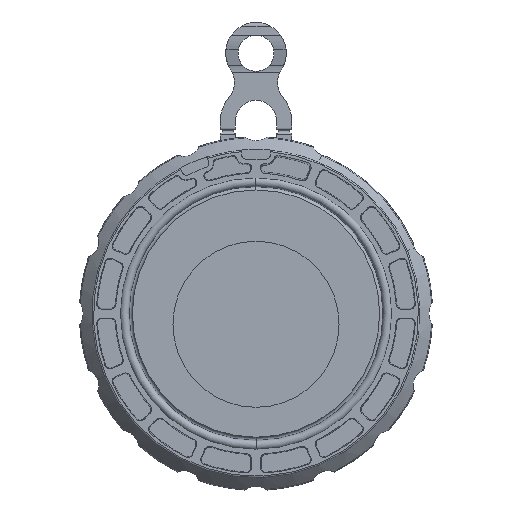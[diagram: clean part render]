
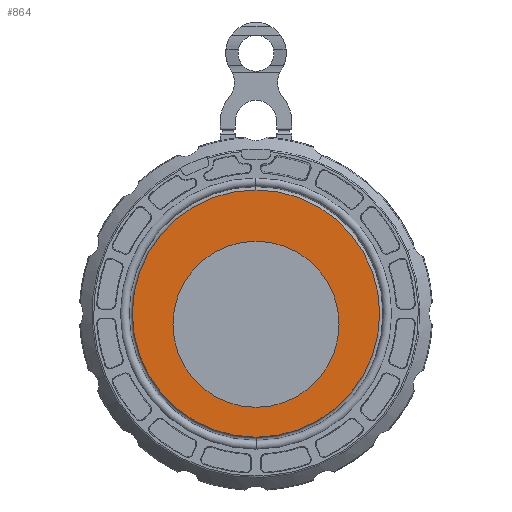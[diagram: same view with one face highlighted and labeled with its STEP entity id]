
A CAD part, left-side view. The second image highlights one B-rep face of the part: STEP entity #864.
In plain terms, the highlighted planar face has unit normal (-1, 0, 0).
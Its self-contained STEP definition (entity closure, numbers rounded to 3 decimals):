
#864=ADVANCED_FACE('',(#2254,#2255),#2256,.T.);
#2254=FACE_BOUND('',#4200,.T.);
#2255=FACE_OUTER_BOUND('',#4201,.T.);
#2256=PLANE('',#4202);
#4200=EDGE_LOOP('',(#6780,#6781));
#4201=EDGE_LOOP('',(#6782,#6783));
#4202=AXIS2_PLACEMENT_3D('',#6784,#6785,#6786);
#6780=ORIENTED_EDGE('',*,*,#12437,.T.);
#6781=ORIENTED_EDGE('',*,*,#12471,.T.);
#6782=ORIENTED_EDGE('',*,*,#12432,.T.);
#6783=ORIENTED_EDGE('',*,*,#12473,.T.);
#6784=CARTESIAN_POINT('',(-13.5,-42.059,17.421));
#6785=DIRECTION('',(-1.0,0.0,0.0));
#6786=DIRECTION('',(0.0,0.924,-0.383));
#12432=EDGE_CURVE('',#15168,#15171,#15173,.T.);
#12437=EDGE_CURVE('',#15176,#15180,#15182,.T.);
#12471=EDGE_CURVE('',#15180,#15176,#15230,.T.);
#12473=EDGE_CURVE('',#15171,#15168,#15232,.T.);
#15168=VERTEX_POINT('',#20944);
#15171=VERTEX_POINT('',#20948);
#15173=CIRCLE('',#20951,69.25);
#15176=VERTEX_POINT('',#20954);
#15180=VERTEX_POINT('',#20959);
#15182=CIRCLE('',#20962,46.5);
#15230=CIRCLE('',#21018,46.5);
#15232=CIRCLE('',#21020,69.25);
#20944=CARTESIAN_POINT('',(-13.5,0.0,-69.25));
#20948=CARTESIAN_POINT('',(-13.5,0.,69.25));
#20951=AXIS2_PLACEMENT_3D('',#27238,#27239,#27240);
#20954=CARTESIAN_POINT('',(-13.5,0.0,-52.5));
#20959=CARTESIAN_POINT('',(-13.5,0.,40.5));
#20962=AXIS2_PLACEMENT_3D('',#27246,#27247,#27248);
#21018=AXIS2_PLACEMENT_3D('',#27302,#27303,#27304);
#21020=AXIS2_PLACEMENT_3D('',#27305,#27306,#27307);
#27238=CARTESIAN_POINT('',(-13.5,0.0,0.0));
#27239=DIRECTION('',(-1.0,0.0,0.0));
#27240=DIRECTION('',(0.0,0.0,-1.0));
#27246=CARTESIAN_POINT('',(-13.5,0.0,-6.0));
#27247=DIRECTION('',(1.0,-0.0,0.0));
#27248=DIRECTION('',(0.0,0.0,-1.0));
#27302=CARTESIAN_POINT('',(-13.5,0.0,-6.0));
#27303=DIRECTION('',(1.0,-0.0,0.0));
#27304=DIRECTION('',(0.0,0.0,-1.0));
#27305=CARTESIAN_POINT('',(-13.5,0.0,0.0));
#27306=DIRECTION('',(-1.0,0.0,0.0));
#27307=DIRECTION('',(0.0,0.0,-1.0));
